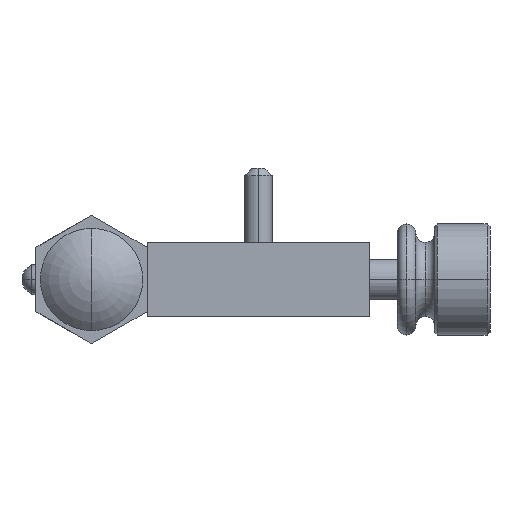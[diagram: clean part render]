
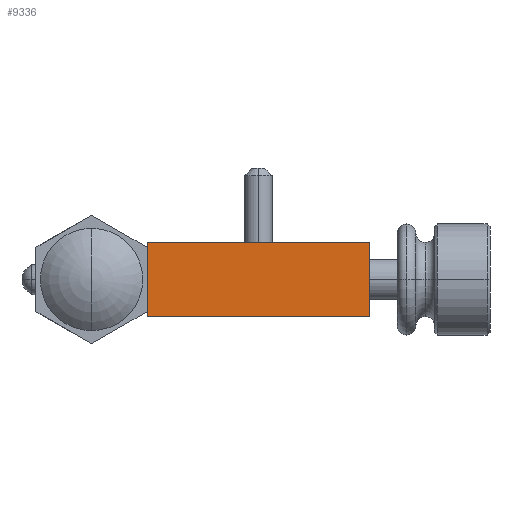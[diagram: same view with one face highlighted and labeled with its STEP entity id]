
A CAD part, left-side view. The second image highlights one B-rep face of the part: STEP entity #9336.
In plain terms, the highlighted planar face has unit normal (-1, 0, 0).
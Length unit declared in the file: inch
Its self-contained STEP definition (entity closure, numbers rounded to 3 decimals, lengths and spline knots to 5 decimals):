
#174 = CARTESIAN_POINT ( 'NONE',  ( -5.75, 0.375, 0.25 ) ) ;
#1770 = EDGE_CURVE ( 'NONE', #11907, #18890, #11607, .T. ) ;
#3145 = PLANE ( 'NONE',  #18743 ) ;
#3206 = VERTEX_POINT ( 'NONE', #8039 ) ;
#3537 = EDGE_LOOP ( 'NONE', ( #12770, #17741, #8708, #4030 ) ) ;
#4030 = ORIENTED_EDGE ( 'NONE', *, *, #8825, .T. ) ;
#4205 = VERTEX_POINT ( 'NONE', #6483 ) ;
#4391 = LINE ( 'NONE', #174, #14064 ) ;
#5630 = CARTESIAN_POINT ( 'NONE',  ( -5.75, -0.375, 0.25 ) ) ;
#6018 = EDGE_CURVE ( 'NONE', #18890, #4205, #22239, .T. ) ;
#6483 = CARTESIAN_POINT ( 'NONE',  ( -5.75, -0.375, 0. ) ) ;
#8039 = CARTESIAN_POINT ( 'NONE',  ( -5.75, 0.375, 0. ) ) ;
#8708 = ORIENTED_EDGE ( 'NONE', *, *, #1770, .F. ) ;
#8713 = CARTESIAN_POINT ( 'NONE',  ( -5.75, -0.375, 0.25 ) ) ;
#8825 = EDGE_CURVE ( 'NONE', #11907, #3206, #4391, .T. ) ;
#9336 = ADVANCED_FACE ( 'NONE', ( #11943 ), #3145, .F. ) ;
#10549 = DIRECTION ( 'NONE',  ( 0., 0., -1. ) ) ;
#11065 = DIRECTION ( 'NONE',  ( 0., -1., 0. ) ) ;
#11607 = LINE ( 'NONE', #16440, #15868 ) ;
#11907 = VERTEX_POINT ( 'NONE', #20613 ) ;
#11943 = FACE_OUTER_BOUND ( 'NONE', #3537, .T. ) ;
#12007 = VECTOR ( 'NONE', #18699, 39.37008 ) ;
#12770 = ORIENTED_EDGE ( 'NONE', *, *, #13056, .T. ) ;
#12939 = DIRECTION ( 'NONE',  ( 0., 0., -1. ) ) ;
#13033 = LINE ( 'NONE', #15856, #22693 ) ;
#13056 = EDGE_CURVE ( 'NONE', #3206, #4205, #13033, .T. ) ;
#14064 = VECTOR ( 'NONE', #12939, 39.37008 ) ;
#15856 = CARTESIAN_POINT ( 'NONE',  ( -5.75, -0.375, 0. ) ) ;
#15868 = VECTOR ( 'NONE', #11065, 39.37008 ) ;
#16440 = CARTESIAN_POINT ( 'NONE',  ( -5.75, -0.375, 0.25 ) ) ;
#16878 = CARTESIAN_POINT ( 'NONE',  ( -5.75, -0.375, 0.25 ) ) ;
#17741 = ORIENTED_EDGE ( 'NONE', *, *, #6018, .F. ) ;
#18699 = DIRECTION ( 'NONE',  ( 0., 0., -1. ) ) ;
#18743 = AXIS2_PLACEMENT_3D ( 'NONE', #8713, #21407, #10549 ) ;
#18890 = VERTEX_POINT ( 'NONE', #5630 ) ;
#20613 = CARTESIAN_POINT ( 'NONE',  ( -5.75, 0.375, 0.25 ) ) ;
#21022 = DIRECTION ( 'NONE',  ( 0., -1., 0. ) ) ;
#21407 = DIRECTION ( 'NONE',  ( 1., 0., 0. ) ) ;
#22239 = LINE ( 'NONE', #16878, #12007 ) ;
#22693 = VECTOR ( 'NONE', #21022, 39.37008 ) ;
